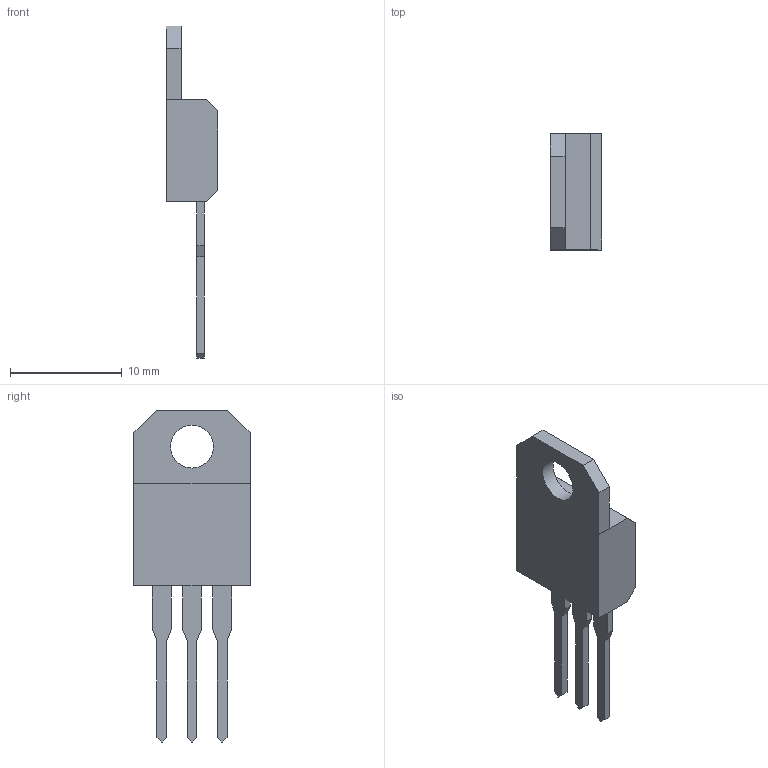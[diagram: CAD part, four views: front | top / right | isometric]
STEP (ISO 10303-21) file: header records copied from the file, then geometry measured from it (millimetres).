
FILE_DESCRIPTION(('FreeCAD Model'),'2;1');
FILE_NAME( 'TO220.stp', '2019-11-23T16:58:57',('Author'),(''), 'Open CASCADE STEP processor 6.8','FreeCAD','Unknown');
FILE_SCHEMA(('AUTOMOTIVE_DESIGN { 1 0 10303 214 1 1 1 1 }'));
Length unit declared in the file: millimetre
Products named in the file (4): ASSEMBLY; Array; Pocket; Chamfer002
Assembly tree (3 placements, depth 2):
  ASSEMBLY
    Array
    Pocket
    Chamfer002
Bounding box: 4.6 x 10.4 x 29.75 mm (x, y, z)
Volume: 530.5 mm3; surface area: 678 mm2
Topology: 5 solids, 5 shells, 53 faces, 129 edges, 86 vertices
Faces by surface type: plane 52, cylinder 1
Full cylindrical faces by diameter (mm): 3.84 x1
Entity records: 3312 total; most frequent: CARTESIAN_POINT 530, DIRECTION 503, LINE 383, VECTOR 383, ORIENTED_EDGE 258, PCURVE 258, DEFINITIONAL_REPRESENTATION 258, EDGE_CURVE 129
